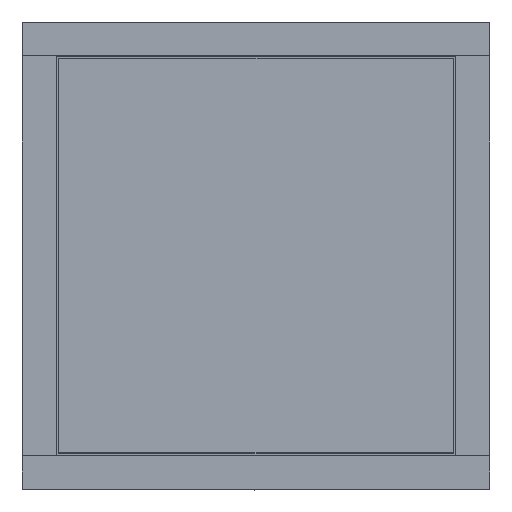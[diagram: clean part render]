
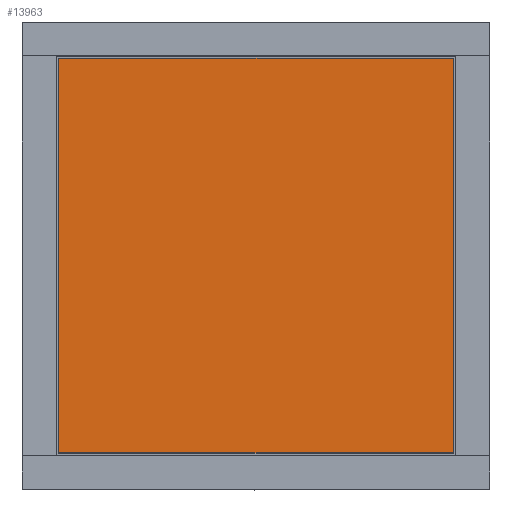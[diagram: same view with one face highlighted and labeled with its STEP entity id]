
A CAD part, top view. The second image highlights one B-rep face of the part: STEP entity #13963.
In plain terms, the highlighted planar face has unit normal (0, 0, 1).
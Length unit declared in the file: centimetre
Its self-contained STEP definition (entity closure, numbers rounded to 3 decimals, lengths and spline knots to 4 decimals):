
#333=PLANE('',#14822);
#919=FACE_OUTER_BOUND('',#1676,.T.);
#1676=EDGE_LOOP('',(#10208,#10209,#10210,#10211));
#2663=LINE('',#20455,#4222);
#2667=LINE('',#20463,#4226);
#2670=LINE('',#20469,#4229);
#2673=LINE('',#20474,#4232);
#4222=VECTOR('',#16521,1.);
#4226=VECTOR('',#16527,1.);
#4229=VECTOR('',#16532,1.);
#4232=VECTOR('',#16537,1.);
#6200=VERTEX_POINT('',#20453);
#6201=VERTEX_POINT('',#20454);
#6204=VERTEX_POINT('',#20462);
#6206=VERTEX_POINT('',#20468);
#7731=EDGE_CURVE('',#6200,#6201,#2663,.T.);
#7735=EDGE_CURVE('',#6201,#6204,#2667,.T.);
#7738=EDGE_CURVE('',#6204,#6206,#2670,.T.);
#7741=EDGE_CURVE('',#6206,#6200,#2673,.T.);
#10208=ORIENTED_EDGE('',*,*,#7731,.F.);
#10209=ORIENTED_EDGE('',*,*,#7741,.F.);
#10210=ORIENTED_EDGE('',*,*,#7738,.F.);
#10211=ORIENTED_EDGE('',*,*,#7735,.F.);
#13963=ADVANCED_FACE('',(#919),#333,.T.);
#14822=AXIS2_PLACEMENT_3D('',#20477,#16541,#16542);
#16521=DIRECTION('',(0.,1.,0.));
#16527=DIRECTION('',(1.,0.,0.));
#16532=DIRECTION('',(0.,-1.,0.));
#16537=DIRECTION('',(-1.,0.,0.));
#16541=DIRECTION('center_axis',(0.,0.,
1.));
#16542=DIRECTION('ref_axis',(1.,0.,0.));
#20453=CARTESIAN_POINT('',(-0.76,-0.76,2.72));
#20454=CARTESIAN_POINT('',(-0.76,0.76,2.72));
#20455=CARTESIAN_POINT('',(-0.76,0.76,2.72));
#20462=CARTESIAN_POINT('',(0.76,0.76,2.72));
#20463=CARTESIAN_POINT('',(0.76,0.76,2.72));
#20468=CARTESIAN_POINT('',(0.76,-0.76,2.72));
#20469=CARTESIAN_POINT('',(0.76,-0.76,2.72));
#20474=CARTESIAN_POINT('',(-0.76,-0.76,2.72));
#20477=CARTESIAN_POINT('Origin',(0.,0.,
2.72));
